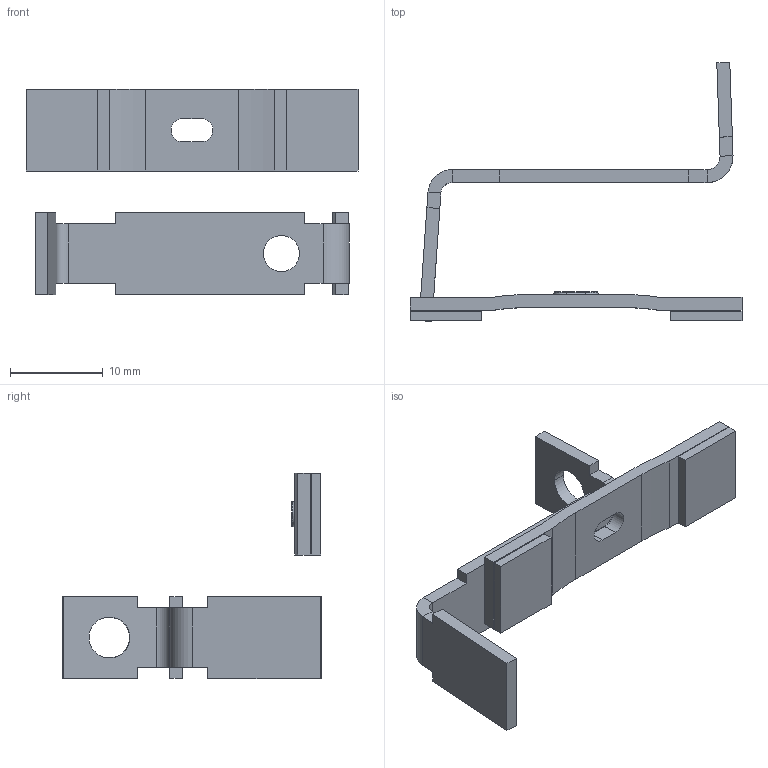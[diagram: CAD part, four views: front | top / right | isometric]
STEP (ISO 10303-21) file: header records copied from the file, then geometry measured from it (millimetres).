
FILE_DESCRIPTION (( 'STEP AP214' ), '1' );
FILE_NAME ('Assem1.STEP', '2019-09-05T00:27:50', ( '' ), ( '' ), 'SwSTEP 2.0', 'SolidWorks 2017', '' );
FILE_SCHEMA (( 'AUTOMOTIVE_DESIGN' ));
Length unit declared in the file: millimetre
Products named in the file (1): Assem1
Bounding box: 35.8 x 27.91 x 22.13 mm (x, y, z)
Surface area: 2210.9 mm2 (no closed solid volume)
Topology: 0 solids, 4 shells, 79 faces, 195 edges, 124 vertices
Faces by surface type: plane 60, cylinder 17, torus 2
Entity records: 3194 total; most frequent: CARTESIAN_POINT 399, DIRECTION 393, ORIENTED_EDGE 384, EDGE_CURVE 195, VECTOR 157, LINE 157, VERTEX_POINT 124, AXIS2_PLACEMENT_3D 118
